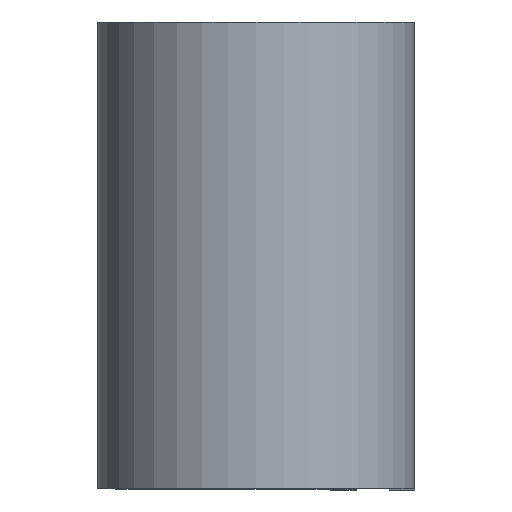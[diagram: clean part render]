
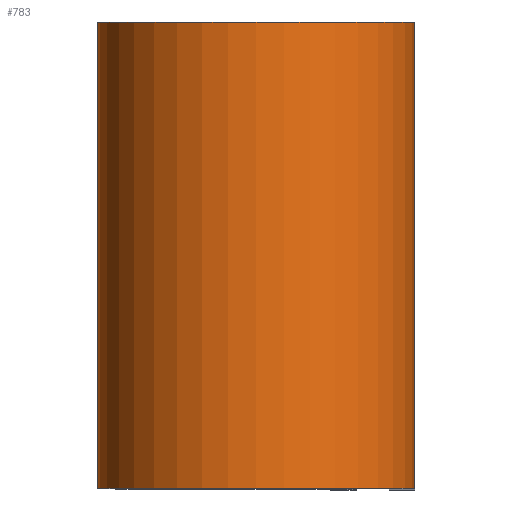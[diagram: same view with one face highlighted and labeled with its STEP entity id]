
A CAD part, top view. The second image highlights one B-rep face of the part: STEP entity #783.
In plain terms, the highlighted cylindrical face has radius 7.569 mm (diameter 15.138 mm), a partial arc.
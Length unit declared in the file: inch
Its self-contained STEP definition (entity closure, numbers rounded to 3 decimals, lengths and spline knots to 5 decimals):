
#16 = CARTESIAN_POINT ( 'NONE',  ( -0.298, -0.4375, 0.5 ) ) ;
#19 = CIRCLE ( 'NONE', #431, 0.298 ) ;
#28 = DIRECTION ( 'NONE',  ( 0., 1., 0. ) ) ;
#29 = EDGE_CURVE ( 'NONE', #349, #796, #289, .T. ) ;
#34 = VERTEX_POINT ( 'NONE', #299 ) ;
#43 = CARTESIAN_POINT ( 'NONE',  ( 0., -0.4375, 0.5 ) ) ;
#115 = DIRECTION ( 'NONE',  ( 1., 0., 0. ) ) ;
#141 = EDGE_CURVE ( 'NONE', #392, #34, #19, .T. ) ;
#154 = CARTESIAN_POINT ( 'NONE',  ( -0.298, 0.4375, 0.5 ) ) ;
#155 = DIRECTION ( 'NONE',  ( 0., -1., 0. ) ) ;
#178 = VECTOR ( 'NONE', #155, 39.37008 ) ;
#179 = DIRECTION ( 'NONE',  ( 0., -1., 0. ) ) ;
#214 = AXIS2_PLACEMENT_3D ( 'NONE', #429, #28, #496 ) ;
#216 = CYLINDRICAL_SURFACE ( 'NONE', #818, 0.298 ) ;
#241 = FACE_OUTER_BOUND ( 'NONE', #582, .T. ) ;
#289 = CIRCLE ( 'NONE', #214, 0.298 ) ;
#299 = CARTESIAN_POINT ( 'NONE',  ( 0.298, -0.4375, 0.5 ) ) ;
#307 = CARTESIAN_POINT ( 'NONE',  ( 0.298, 0.4375, 0.5 ) ) ;
#345 = LINE ( 'NONE', #417, #178 ) ;
#349 = VERTEX_POINT ( 'NONE', #154 ) ;
#392 = VERTEX_POINT ( 'NONE', #16 ) ;
#417 = CARTESIAN_POINT ( 'NONE',  ( -0.298, 0.4375, 0.5 ) ) ;
#429 = CARTESIAN_POINT ( 'NONE',  ( 0., 0.4375, 0.5 ) ) ;
#431 = AXIS2_PLACEMENT_3D ( 'NONE', #43, #513, #115 ) ;
#443 = ORIENTED_EDGE ( 'NONE', *, *, #839, .T. ) ;
#477 = ORIENTED_EDGE ( 'NONE', *, *, #29, .F. ) ;
#496 = DIRECTION ( 'NONE',  ( 1., 0., 0. ) ) ;
#507 = ORIENTED_EDGE ( 'NONE', *, *, #579, .F. ) ;
#513 = DIRECTION ( 'NONE',  ( 0., 1., 0. ) ) ;
#547 = VECTOR ( 'NONE', #179, 39.37008 ) ;
#579 = EDGE_CURVE ( 'NONE', #796, #34, #727, .T. ) ;
#582 = EDGE_LOOP ( 'NONE', ( #675, #507, #477, #443 ) ) ;
#594 = DIRECTION ( 'NONE',  ( 0., -1., 0. ) ) ;
#598 = CARTESIAN_POINT ( 'NONE',  ( 0.298, 0.4375, 0.5 ) ) ;
#675 = ORIENTED_EDGE ( 'NONE', *, *, #141, .T. ) ;
#727 = LINE ( 'NONE', #307, #547 ) ;
#735 = DIRECTION ( 'NONE',  ( 0., 0., -1. ) ) ;
#783 = ADVANCED_FACE ( 'NONE', ( #241 ), #216, .T. ) ;
#796 = VERTEX_POINT ( 'NONE', #598 ) ;
#818 = AXIS2_PLACEMENT_3D ( 'NONE', #872, #594, #735 ) ;
#839 = EDGE_CURVE ( 'NONE', #349, #392, #345, .T. ) ;
#872 = CARTESIAN_POINT ( 'NONE',  ( 0., 0.4375, 0.5 ) ) ;
